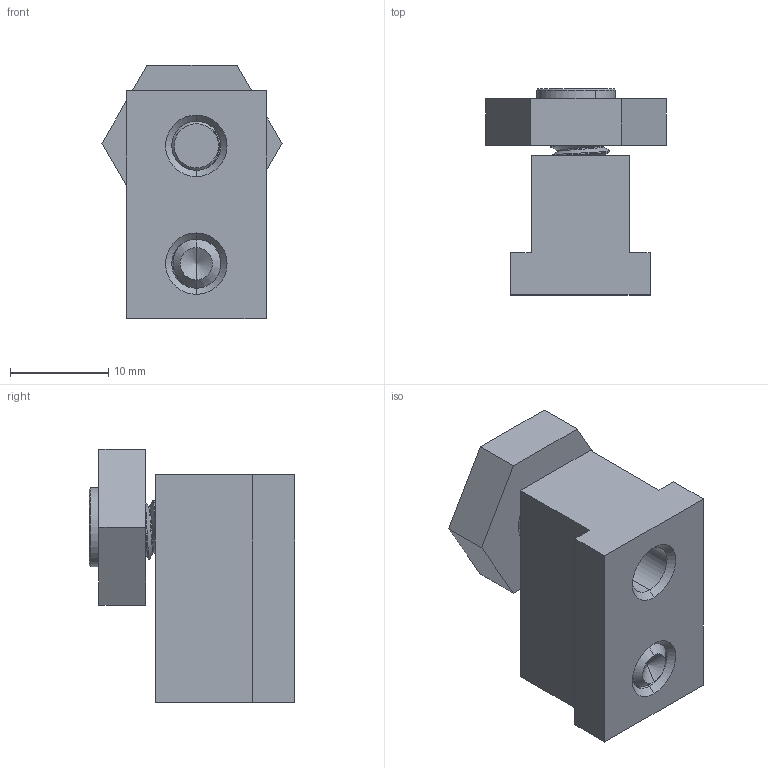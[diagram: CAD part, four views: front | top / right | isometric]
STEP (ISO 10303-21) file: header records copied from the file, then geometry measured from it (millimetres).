
FILE_DESCRIPTION (( 'STEP AP214' ), '1' );
FILE_NAME ('50424.STEP', '2020-10-08T13:45:18', ( 'Mike W' ), ( '' ), 'SwSTEP 2.0', 'SolidWorks 2018', '' );
FILE_SCHEMA (( 'AUTOMOTIVE_DESIGN' ));
Length unit declared in the file: inch
Products named in the file (7): 50206_50206; 50365_50365; 10582_10582; (TSN) T-Nut Assemblies (English& Metric Configured)_50710; M614MM SSS_M614MM SSS; TSN-Nut Bodies (Std Configured)_507101; 50424
Assembly tree (6 placements, depth 3):
  50424
    (TSN) T-Nut Assemblies (English& Metric Configured)_50710
      TSN-Nut Bodies (Std Configured)_507101
      M614MM SSS_M614MM SSS
    50206_50206
      10582_10582
      50365_50365
Bounding box: 18.33 x 20.95 x 25.79 mm (x, y, z)
Volume: 4647.9 mm3; surface area: 3736.9 mm2
Topology: 4 solids, 4 shells, 145 faces, 357 edges, 220 vertices
Faces by surface type: cylinder 60, plane 42, cone 37, bspline 6
Entity records: 8774 total; most frequent: CARTESIAN_POINT 5395, ORIENTED_EDGE 706, DIRECTION 580, EDGE_CURVE 353, VERTEX_POINT 220, AXIS2_PLACEMENT_3D 213, EDGE_LOOP 155, VECTOR 154
